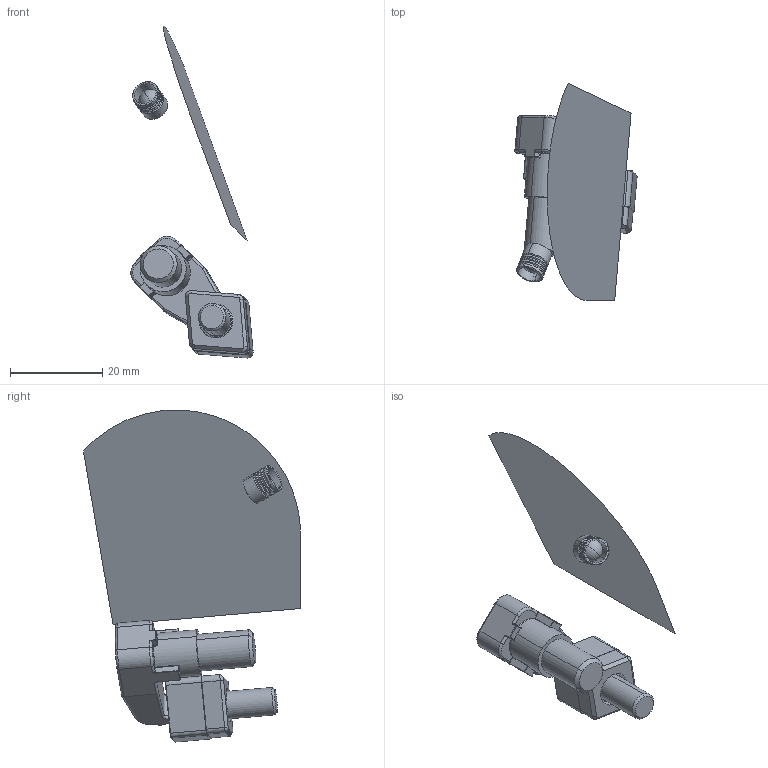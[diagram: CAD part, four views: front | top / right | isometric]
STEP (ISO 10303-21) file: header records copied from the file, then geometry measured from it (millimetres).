
FILE_DESCRIPTION (( 'STEP AP214' ), '1' );
FILE_NAME ('HA6.KCX.RLA.070.STEP', '2022-05-09T14:17:49', ( '' ), ( '' ), 'SwSTEP 2.0', 'SolidWorks 2017', '' );
FILE_SCHEMA (( 'AUTOMOTIVE_DESIGN' ));
Length unit declared in the file: millimetre
Products named in the file (7): HA6-KCX.RLA.070_A; KVT_MB_600_060; WCX-ER2.101.026_A; Torx T20 M6x12; HA6.KCX.RLA.070; CNGX453T0820DP5 SX6; WCX-ER1.101.005_A
Assembly tree (6 placements, depth 2):
  HA6.KCX.RLA.070
    HA6-KCX.RLA.070_A
    WCX-ER1.101.005_A
    WCX-ER2.101.026_A
    Torx T20 M6x12
    KVT_MB_600_060
    CNGX453T0820DP5 SX6
Bounding box: 26.5 x 47.05 x 71.96 mm (x, y, z)
Volume: 5678.6 mm3; surface area: 5561.7 mm2
Topology: 6 solids, 7 shells, 252 faces, 584 edges, 329 vertices
Faces by surface type: cylinder 92, plane 54, cone 42, torus 22, sphere 22, bspline 20
Entity records: 7718 total; most frequent: CARTESIAN_POINT 1885, DIRECTION 1244, ORIENTED_EDGE 1113, EDGE_CURVE 559, AXIS2_PLACEMENT_3D 503, VERTEX_POINT 326, CIRCLE 261, EDGE_LOOP 260
